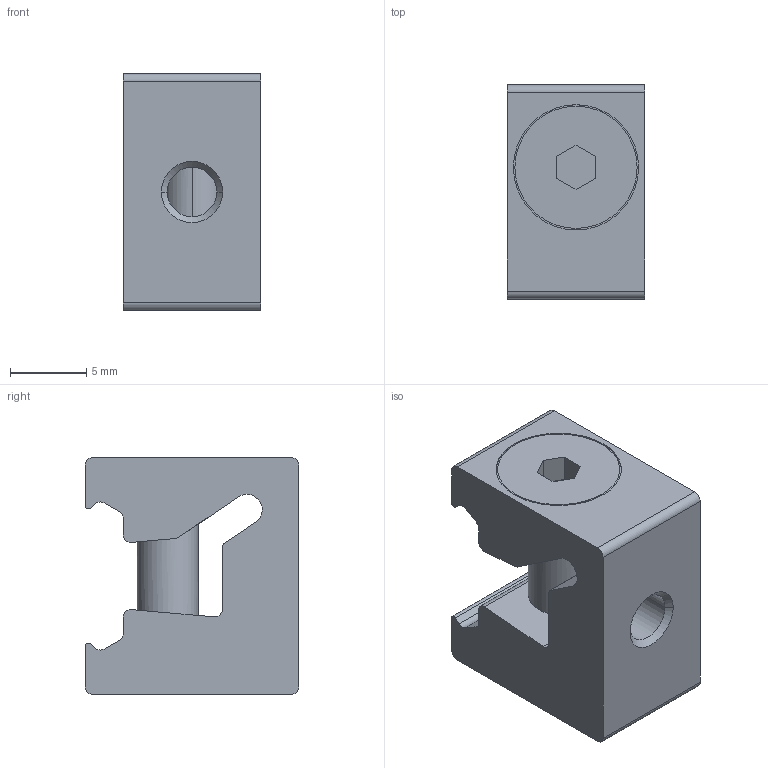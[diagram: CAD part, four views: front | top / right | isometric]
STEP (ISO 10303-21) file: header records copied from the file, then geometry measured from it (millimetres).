
FILE_DESCRIPTION( ( '' ), '1' );
FILE_NAME( '46470_00.stp', '2012-01-24T15:29:41', ( '' ), ( '' ), ' ', ' ', ' ' );
FILE_SCHEMA( ( 'automotive_design' ) );
Length unit declared in the file: millimetre
Products named in the file (1): 1
Bounding box: 9 x 14 x 15.5 mm (x, y, z)
Volume: 1367.9 mm3; surface area: 1183 mm2
Topology: 1 solids, 1 shells, 65 faces, 176 edges, 115 vertices
Faces by surface type: plane 32, cylinder 23, cone 10
Entity records: 4074 total; most frequent: DIRECTION 373, CARTESIAN_POINT 366, STYLED_ITEM 357, PRESENTATION_STYLE_ASSIGNMENT 357, COLOUR_RGB 357, ORIENTED_EDGE 352, EDGE_CURVE 176, CURVE_STYLE 176
